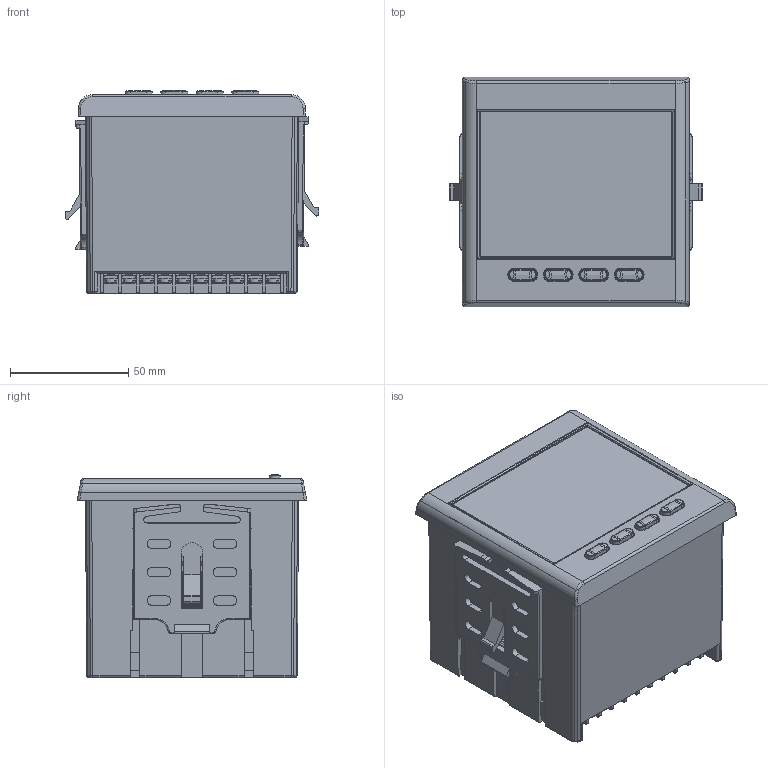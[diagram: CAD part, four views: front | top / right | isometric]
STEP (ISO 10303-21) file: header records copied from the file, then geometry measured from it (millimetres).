
FILE_DESCRIPTION (( 'STEP AP214' ), '1' );
FILE_NAME ('S3I96-CMJK蚾饜极.STEP', '2019-04-30T05:41:43', ( 'User' ), ( 'china' ), 'SwSTEP 2.0', 'SolidWorks 2009', '' );
FILE_SCHEMA (( 'AUTOMOTIVE_DESIGN' ));
Length unit declared in the file: millimetre
Products named in the file (1): S3I96-CMJK蚾饜极
Bounding box: 107.17 x 97 x 85.8 mm (x, y, z)
Volume: 639871.4 mm3; surface area: 116130.1 mm2
Topology: 68 solids, 72 shells, 4080 faces, 11028 edges, 7092 vertices
Faces by surface type: plane 3140, cylinder 673, bspline 124, torus 95, cone 36, sphere 12
Entity records: 173302 total; most frequent: CARTESIAN_POINT 26989, ORIENTED_EDGE 22024, DIRECTION 19675, EDGE_CURVE 11012, VECTOR 8735, LINE 8735, VERTEX_POINT 7084, AXIS2_PLACEMENT_3D 5470
